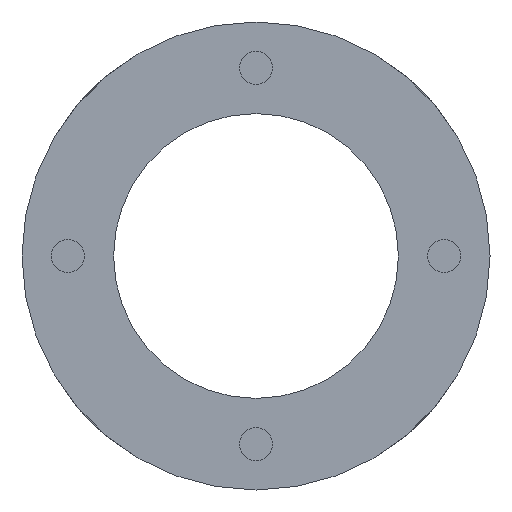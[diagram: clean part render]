
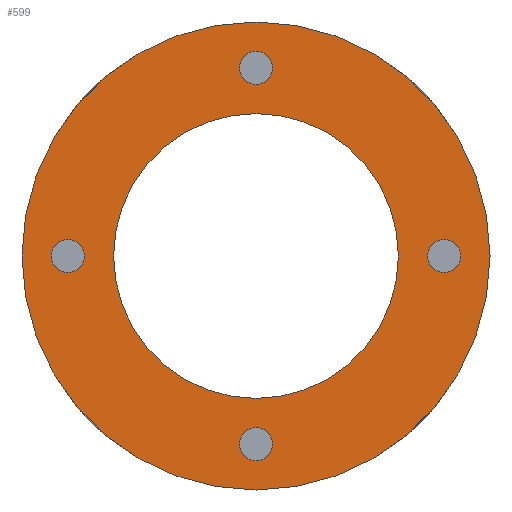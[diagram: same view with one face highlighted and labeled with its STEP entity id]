
A CAD part, left-side view. The second image highlights one B-rep face of the part: STEP entity #599.
In plain terms, the highlighted planar face has unit normal (-1, 0, 0).
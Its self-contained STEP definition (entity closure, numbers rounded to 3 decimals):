
#119 = CIRCLE ( 'NONE', #2738, 1.621 ) ;
#131 = CIRCLE ( 'NONE', #2741, 14. ) ;
#132 = CIRCLE ( 'NONE', #2743, 1.621 ) ;
#140 = CIRCLE ( 'NONE', #2746, 1.621 ) ;
#146 = CIRCLE ( 'NONE', #2750, 23. ) ;
#155 = CIRCLE ( 'NONE', #2754, 23. ) ;
#162 = CIRCLE ( 'NONE', #2755, 1.621 ) ;
#200 = CIRCLE ( 'NONE', #2260, 14. ) ;
#226 = CIRCLE ( 'NONE', #2264, 1.621 ) ;
#238 = CIRCLE ( 'NONE', #2266, 1.621 ) ;
#347 = CIRCLE ( 'NONE', #1642, 1.621 ) ;
#356 = CIRCLE ( 'NONE', #2288, 1.621 ) ;
#599 = ADVANCED_FACE ( 'NONE', ( #1898, #1906, #1902, #1900, #1904, #1907 ), #2859, .T. ) ;
#765 = CARTESIAN_POINT ( 'NONE',  ( 0., 0., 0. ) ) ;
#766 = DIRECTION ( 'NONE',  ( 1., 0., 0. ) ) ;
#767 = DIRECTION ( 'NONE',  ( 0., 0., -1. ) ) ;
#783 = CARTESIAN_POINT ( 'NONE',  ( 0., 0., 18.5 ) ) ;
#784 = DIRECTION ( 'NONE',  ( 1., 0., 0. ) ) ;
#785 = DIRECTION ( 'NONE',  ( 0., 0., 1. ) ) ;
#793 = CARTESIAN_POINT ( 'NONE',  ( 0., -18.5, 0. ) ) ;
#794 = DIRECTION ( 'NONE',  ( 1., 0., 0. ) ) ;
#795 = DIRECTION ( 'NONE',  ( 0., 0., 1. ) ) ;
#894 = CARTESIAN_POINT ( 'NONE',  ( 0., 18.5, 0. ) ) ;
#895 = DIRECTION ( 'NONE',  ( 1., 0., 0. ) ) ;
#896 = DIRECTION ( 'NONE',  ( 0., 0., 1. ) ) ;
#1174 = CARTESIAN_POINT ( 'NONE',  ( 0., 0., -18.5 ) ) ;
#1175 = DIRECTION ( 'NONE',  ( 1., 0., 0. ) ) ;
#1176 = DIRECTION ( 'NONE',  ( 0., 0., 1. ) ) ;
#1351 = ORIENTED_EDGE ( 'NONE', *, *, #2184, .T. ) ;
#1352 = ORIENTED_EDGE ( 'NONE', *, *, #2177, .T. ) ;
#1353 = ORIENTED_EDGE ( 'NONE', *, *, #1523, .T. ) ;
#1462 = EDGE_CURVE ( 'NONE', #1563, #1575, #119, .T. ) ;
#1523 = EDGE_CURVE ( 'NONE', #1604, #1611, #131, .T. ) ;
#1528 = EDGE_CURVE ( 'NONE', #1617, #1557, #132, .T. ) ;
#1531 = EDGE_CURVE ( 'NONE', #1573, #1568, #140, .T. ) ;
#1539 = EDGE_CURVE ( 'NONE', #2101, #2096, #146, .T. ) ;
#1544 = EDGE_CURVE ( 'NONE', #2096, #2101, #155, .T. ) ;
#1548 = EDGE_CURVE ( 'NONE', #1615, #1556, #162, .T. ) ;
#1556 = VERTEX_POINT ( 'NONE', #3397 ) ;
#1557 = VERTEX_POINT ( 'NONE', #3434 ) ;
#1563 = VERTEX_POINT ( 'NONE', #3439 ) ;
#1568 = VERTEX_POINT ( 'NONE', #3444 ) ;
#1573 = VERTEX_POINT ( 'NONE', #3449 ) ;
#1575 = VERTEX_POINT ( 'NONE', #3451 ) ;
#1604 = VERTEX_POINT ( 'NONE', #3480 ) ;
#1611 = VERTEX_POINT ( 'NONE', #3487 ) ;
#1615 = VERTEX_POINT ( 'NONE', #3491 ) ;
#1617 = VERTEX_POINT ( 'NONE', #3493 ) ;
#1642 = AXIS2_PLACEMENT_3D ( 'NONE', #1174, #1175, #1176 ) ;
#1826 = EDGE_LOOP ( 'NONE', ( #2079, #2082 ) ) ;
#1852 = EDGE_LOOP ( 'NONE', ( #1351, #2059 ) ) ;
#1853 = EDGE_LOOP ( 'NONE', ( #2062, #2058 ) ) ;
#1854 = EDGE_LOOP ( 'NONE', ( #2088, #2077 ) ) ;
#1856 = EDGE_LOOP ( 'NONE', ( #1353, #1352 ) ) ;
#1857 = EDGE_LOOP ( 'NONE', ( #2024, #2067 ) ) ;
#1898 = FACE_BOUND ( 'NONE', #1856, .T. ) ;
#1900 = FACE_BOUND ( 'NONE', #1826, .T. ) ;
#1902 = FACE_BOUND ( 'NONE', #1854, .T. ) ;
#1904 = FACE_BOUND ( 'NONE', #1853, .T. ) ;
#1906 = FACE_BOUND ( 'NONE', #1852, .T. ) ;
#1907 = FACE_OUTER_BOUND ( 'NONE', #1857, .T. ) ;
#2024 = ORIENTED_EDGE ( 'NONE', *, *, #1544, .F. ) ;
#2058 = ORIENTED_EDGE ( 'NONE', *, *, #1531, .T. ) ;
#2059 = ORIENTED_EDGE ( 'NONE', *, *, #1528, .T. ) ;
#2062 = ORIENTED_EDGE ( 'NONE', *, *, #2357, .T. ) ;
#2067 = ORIENTED_EDGE ( 'NONE', *, *, #1539, .F. ) ;
#2077 = ORIENTED_EDGE ( 'NONE', *, *, #1548, .T. ) ;
#2079 = ORIENTED_EDGE ( 'NONE', *, *, #2692, .T. ) ;
#2082 = ORIENTED_EDGE ( 'NONE', *, *, #1462, .T. ) ;
#2088 = ORIENTED_EDGE ( 'NONE', *, *, #2188, .T. ) ;
#2096 = VERTEX_POINT ( 'NONE', #3517 ) ;
#2101 = VERTEX_POINT ( 'NONE', #3507 ) ;
#2177 = EDGE_CURVE ( 'NONE', #1611, #1604, #200, .T. ) ;
#2184 = EDGE_CURVE ( 'NONE', #1557, #1617, #226, .T. ) ;
#2188 = EDGE_CURVE ( 'NONE', #1556, #1615, #238, .T. ) ;
#2260 = AXIS2_PLACEMENT_3D ( 'NONE', #765, #766, #767 ) ;
#2264 = AXIS2_PLACEMENT_3D ( 'NONE', #783, #784, #785 ) ;
#2266 = AXIS2_PLACEMENT_3D ( 'NONE', #793, #794, #795 ) ;
#2288 = AXIS2_PLACEMENT_3D ( 'NONE', #894, #895, #896 ) ;
#2357 = EDGE_CURVE ( 'NONE', #1568, #1573, #356, .T. ) ;
#2692 = EDGE_CURVE ( 'NONE', #1575, #1563, #347, .T. ) ;
#2738 = AXIS2_PLACEMENT_3D ( 'NONE', #3183, #3184, #3185 ) ;
#2741 = AXIS2_PLACEMENT_3D ( 'NONE', #3198, #3199, #3200 ) ;
#2743 = AXIS2_PLACEMENT_3D ( 'NONE', #3242, #3243, #3244 ) ;
#2746 = AXIS2_PLACEMENT_3D ( 'NONE', #3253, #3254, #3255 ) ;
#2750 = AXIS2_PLACEMENT_3D ( 'NONE', #3333, #3334, #3335 ) ;
#2754 = AXIS2_PLACEMENT_3D ( 'NONE', #3351, #3352, #3353 ) ;
#2755 = AXIS2_PLACEMENT_3D ( 'NONE', #3392, #3393, #3394 ) ;
#2761 = AXIS2_PLACEMENT_3D ( 'NONE', #2860, #2857, #2861 ) ;
#2857 = DIRECTION ( 'NONE',  ( -1., 0., 0. ) ) ;
#2859 = PLANE ( 'NONE',  #2761 ) ;
#2860 = CARTESIAN_POINT ( 'NONE',  ( 0., 18.5, 0. ) ) ;
#2861 = DIRECTION ( 'NONE',  ( 0., 0., 1. ) ) ;
#3183 = CARTESIAN_POINT ( 'NONE',  ( 0., 0., -18.5 ) ) ;
#3184 = DIRECTION ( 'NONE',  ( 1., 0., 0. ) ) ;
#3185 = DIRECTION ( 'NONE',  ( 0., 0., 1. ) ) ;
#3198 = CARTESIAN_POINT ( 'NONE',  ( 0., 0., 0. ) ) ;
#3199 = DIRECTION ( 'NONE',  ( 1., 0., 0. ) ) ;
#3200 = DIRECTION ( 'NONE',  ( 0., 0., -1. ) ) ;
#3242 = CARTESIAN_POINT ( 'NONE',  ( 0., 0., 18.5 ) ) ;
#3243 = DIRECTION ( 'NONE',  ( 1., 0., 0. ) ) ;
#3244 = DIRECTION ( 'NONE',  ( 0., 0., 1. ) ) ;
#3253 = CARTESIAN_POINT ( 'NONE',  ( 0., 18.5, 0. ) ) ;
#3254 = DIRECTION ( 'NONE',  ( 1., 0., 0. ) ) ;
#3255 = DIRECTION ( 'NONE',  ( 0., 0., 1. ) ) ;
#3333 = CARTESIAN_POINT ( 'NONE',  ( 0., 0., 0. ) ) ;
#3334 = DIRECTION ( 'NONE',  ( 1., 0., 0. ) ) ;
#3335 = DIRECTION ( 'NONE',  ( 0., 0., -1. ) ) ;
#3351 = CARTESIAN_POINT ( 'NONE',  ( 0., 0., 0. ) ) ;
#3352 = DIRECTION ( 'NONE',  ( 1., 0., 0. ) ) ;
#3353 = DIRECTION ( 'NONE',  ( 0., 0., -1. ) ) ;
#3392 = CARTESIAN_POINT ( 'NONE',  ( 0., -18.5, 0. ) ) ;
#3393 = DIRECTION ( 'NONE',  ( 1., 0., 0. ) ) ;
#3394 = DIRECTION ( 'NONE',  ( 0., 0., 1. ) ) ;
#3397 = CARTESIAN_POINT ( 'NONE',  ( 0., -18.5, 1.621 ) ) ;
#3434 = CARTESIAN_POINT ( 'NONE',  ( 0., 0., 20.121 ) ) ;
#3439 = CARTESIAN_POINT ( 'NONE',  ( 0., 0., -20.121 ) ) ;
#3444 = CARTESIAN_POINT ( 'NONE',  ( 0., 18.5, 1.621 ) ) ;
#3449 = CARTESIAN_POINT ( 'NONE',  ( 0., 18.5, -1.621 ) ) ;
#3451 = CARTESIAN_POINT ( 'NONE',  ( 0., 0., -16.879 ) ) ;
#3480 = CARTESIAN_POINT ( 'NONE',  ( 0., 0., -14. ) ) ;
#3487 = CARTESIAN_POINT ( 'NONE',  ( 0., 0., 14. ) ) ;
#3491 = CARTESIAN_POINT ( 'NONE',  ( 0., -18.5, -1.621 ) ) ;
#3493 = CARTESIAN_POINT ( 'NONE',  ( 0., 0., 16.879 ) ) ;
#3507 = CARTESIAN_POINT ( 'NONE',  ( 0., 0., 23. ) ) ;
#3517 = CARTESIAN_POINT ( 'NONE',  ( 0., 0., -23. ) ) ;
